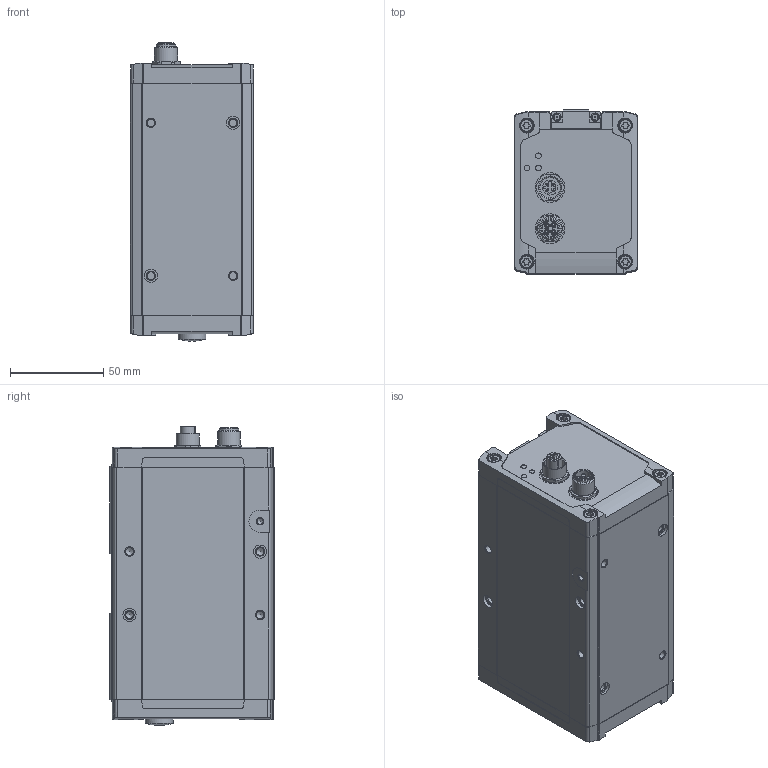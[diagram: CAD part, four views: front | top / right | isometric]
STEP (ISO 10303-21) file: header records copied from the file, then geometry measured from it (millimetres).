
FILE_DESCRIPTION(/* description */ ('STEP AP214'),/* implementation_level */ '2;1');
FILE_NAME(/* name */ '8146666_HEPP-28-30-PN-B',/* time_stamp */ '2024-08-29T04:25:27+02:00',/* author */ ('License CC BY-ND 4.0'),/* organization */ ('CADENAS'),/* preprocessor_version */ 'ST-DEVELOPER v19.3',/* originating_system */ 'PARTsolutions',/* authorisation */ ' ');
FILE_SCHEMA (('AUTOMOTIVE_DESIGN {1 0 10303 214 3 1 1}'));
Length unit declared in the file: millimetre
Products named in the file (3): 8146666 HEPP-28-30-PN-B---(0_high); 8146666 HEPP-28-30-PN-B---(high_H); 8134727 HEPP-28-030---(high_S)
Assembly tree (3 placements, depth 2):
  8146666 HEPP-28-30-PN-B---(0_high)
    8146666 HEPP-28-30-PN-B---(high_H)
    8134727 HEPP-28-030---(high_S)  x2
Bounding box: 66 x 88 x 160.09 mm (x, y, z)
Volume: 798055.8 mm3; surface area: 78847 mm2
Topology: 3 solids, 3 shells, 1574 faces, 4124 edges, 2682 vertices
Faces by surface type: plane 776, cylinder 674, cone 63, torus 56, sphere 5
Full cylindrical faces by diameter (mm): 1 x4, 1.5 x4, 2.15 x4, 2.459 x12, 3 x3, 3.242 x1, 3.4 x6, 3.8 x24, 4.134 x12, 4.4 x24, 4.5 x16, 5 x6, 7 x14, 8.3 x1, 9.4 x1, 9.7 x1, 10.5 x1, 10.917 x1, 12 x3, 12.5 x1, 13 x2, 15 x1, 16 x2
Entity records: 47990 total; most frequent: DIRECTION 6919, CARTESIAN_POINT 6906, ORIENTED_EDGE 6244, EDGE_CURVE 3122, AXIS2_PLACEMENT_3D 2564, VERTEX_POINT 2161, LINE 1791, VECTOR 1791
